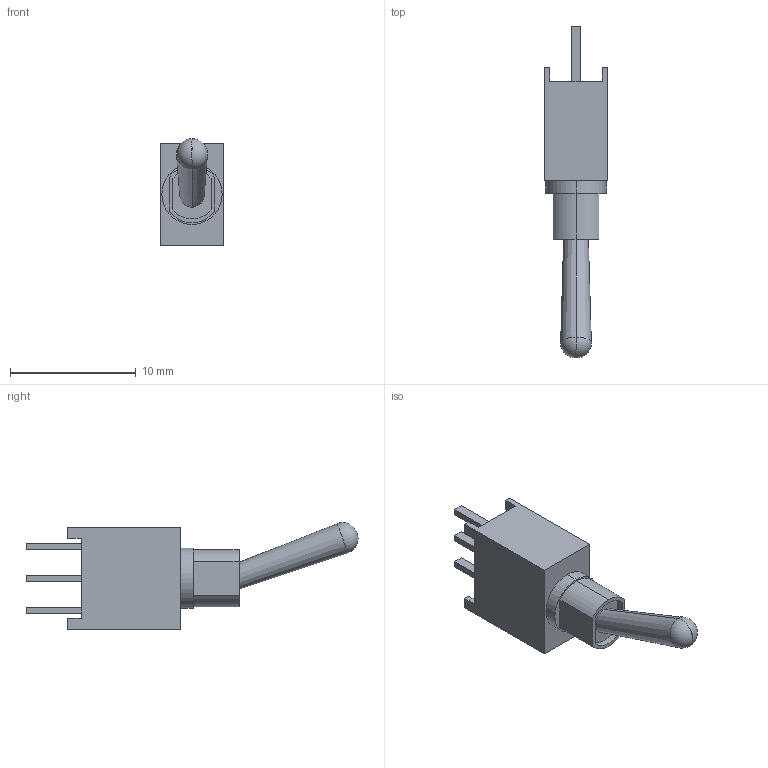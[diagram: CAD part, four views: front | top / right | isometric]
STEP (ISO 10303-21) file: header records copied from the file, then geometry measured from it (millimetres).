
FILE_DESCRIPTION (( 'STEP AP214' ), '1' );
FILE_NAME ('User Library-2AS1T1A1M2QES.STEP', '2015-05-11T20:52:21', ( 'Windows User' ), ( '' ), 'SwSTEP 2.0', 'SolidWorks 2015', '' );
FILE_SCHEMA (( 'AUTOMOTIVE_DESIGN' ));
Length unit declared in the file: millimetre
Products named in the file (1): User Library-2AS1T1A1M2QES
Bounding box: 5.08 x 26.41 x 8.49 mm (x, y, z)
Surface area: 480 mm2 (no closed solid volume)
Topology: 0 solids, 1 shells, 52 faces, 130 edges, 86 vertices
Faces by surface type: plane 40, cylinder 8, torus 2, cone 2
Entity records: 2135 total; most frequent: CARTESIAN_POINT 275, ORIENTED_EDGE 258, DIRECTION 256, EDGE_CURVE 130, LINE 106, VECTOR 106, VERTEX_POINT 86, AXIS2_PLACEMENT_3D 75
